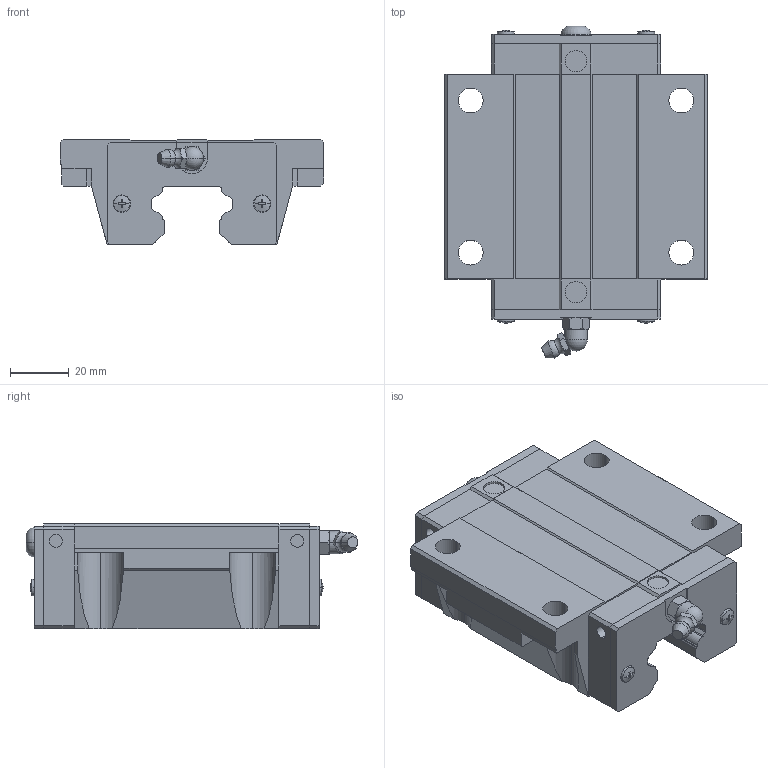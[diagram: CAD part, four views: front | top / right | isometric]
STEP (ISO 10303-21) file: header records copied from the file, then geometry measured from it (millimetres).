
FILE_DESCRIPTION(('STEP AP214'),'1');
FILE_NAME('cctmp_AEBD0802-58A8-4E1B-B410-B5F8FB752323_2020_4_23_15_35_25_780..stp','2020-04-23T13:35:26',('HIWIN GmbH'),('CADClick - www.CADClick.com'),'Spatial InterOp 3D',' ','unknown authorization');
FILE_SCHEMA(('AUTOMOTIVE_DESIGN'));
Length unit declared in the file: millimetre
Products named in the file (1): QHW30CCZ0H_FILE
Bounding box: 90 x 113.51 x 36 mm (x, y, z)
Volume: 188236.8 mm3; surface area: 33498.4 mm2
Topology: 1 solids, 5 shells, 374 faces, 996 edges, 648 vertices
Faces by surface type: plane 220, cylinder 96, cone 38, torus 18, sphere 2
Entity records: 14992 total; most frequent: CARTESIAN_POINT 2713, ORIENTED_EDGE 1988, DIRECTION 1894, EDGE_CURVE 994, VERTEX_POINT 648, AXIS2_PLACEMENT_3D 641, LINE 612, VECTOR 612
